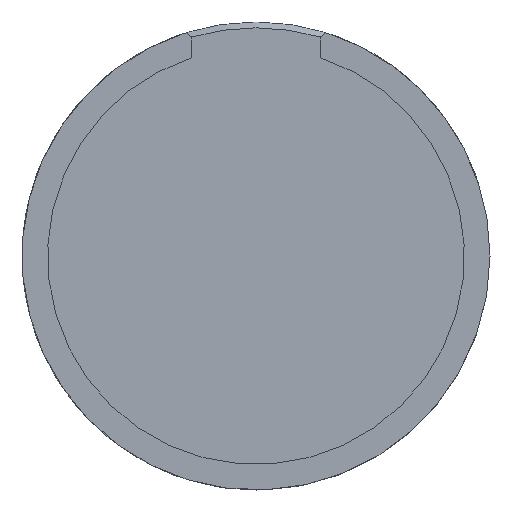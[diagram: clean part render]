
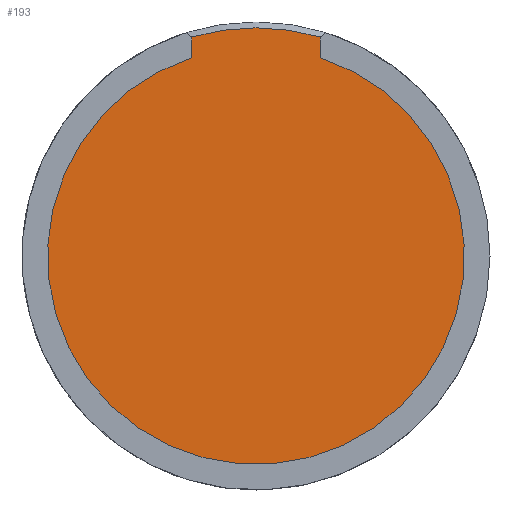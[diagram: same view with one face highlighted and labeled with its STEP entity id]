
A CAD part, front view. The second image highlights one B-rep face of the part: STEP entity #193.
In plain terms, the highlighted planar face has unit normal (0, -1, 0).
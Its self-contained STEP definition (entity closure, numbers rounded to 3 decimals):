
#27=PLANE('',#226);
#38=FACE_OUTER_BOUND('',#49,.T.);
#49=EDGE_LOOP('',(#177,#178,#179,#180));
#61=LINE('',#337,#75);
#63=LINE('',#344,#77);
#75=VECTOR('',#268,10.);
#77=VECTOR('',#278,10.);
#79=CIRCLE('',#210,17.814);
#82=CIRCLE('',#216,19.5);
#88=VERTEX_POINT('',#286);
#89=VERTEX_POINT('',#288);
#97=VERTEX_POINT('',#313);
#98=VERTEX_POINT('',#314);
#105=EDGE_CURVE('',#88,#89,#79,.T.);
#116=EDGE_CURVE('',#97,#98,#82,.T.);
#125=EDGE_CURVE('',#98,#88,#61,.T.);
#128=EDGE_CURVE('',#97,#89,#63,.T.);
#177=ORIENTED_EDGE('',*,*,#116,.F.);
#178=ORIENTED_EDGE('',*,*,#128,.T.);
#179=ORIENTED_EDGE('',*,*,#105,.F.);
#180=ORIENTED_EDGE('',*,*,#125,.F.);
#193=ADVANCED_FACE('',(#38),#27,.F.);
#210=AXIS2_PLACEMENT_3D('',#289,#234,#235);
#216=AXIS2_PLACEMENT_3D('',#315,#253,#254);
#226=AXIS2_PLACEMENT_3D('',#345,#279,#280);
#234=DIRECTION('center_axis',(0.,1.,0.));
#235=DIRECTION('ref_axis',(1.,0.,0.));
#253=DIRECTION('center_axis',(0.,1.,0.));
#254=DIRECTION('ref_axis',(-1.,0.,0.));
#268=DIRECTION('',(0.,0.,-1.));
#278=DIRECTION('',(0.,0.,-1.));
#279=DIRECTION('center_axis',(0.,1.,0.));
#280=DIRECTION('ref_axis',(-1.,0.,0.));
#286=CARTESIAN_POINT('',(25.5,12.5,36.943));
#288=CARTESIAN_POINT('',(14.5,12.5,36.943));
#289=CARTESIAN_POINT('Origin',(20.,12.5,20.));
#313=CARTESIAN_POINT('',(14.5,12.5,38.708));
#314=CARTESIAN_POINT('',(25.5,12.5,38.708));
#315=CARTESIAN_POINT('Origin',(20.,12.5,20.));
#337=CARTESIAN_POINT('',(25.5,12.5,40.));
#344=CARTESIAN_POINT('',(14.5,12.5,40.));
#345=CARTESIAN_POINT('Origin',(20.,12.5,20.));
